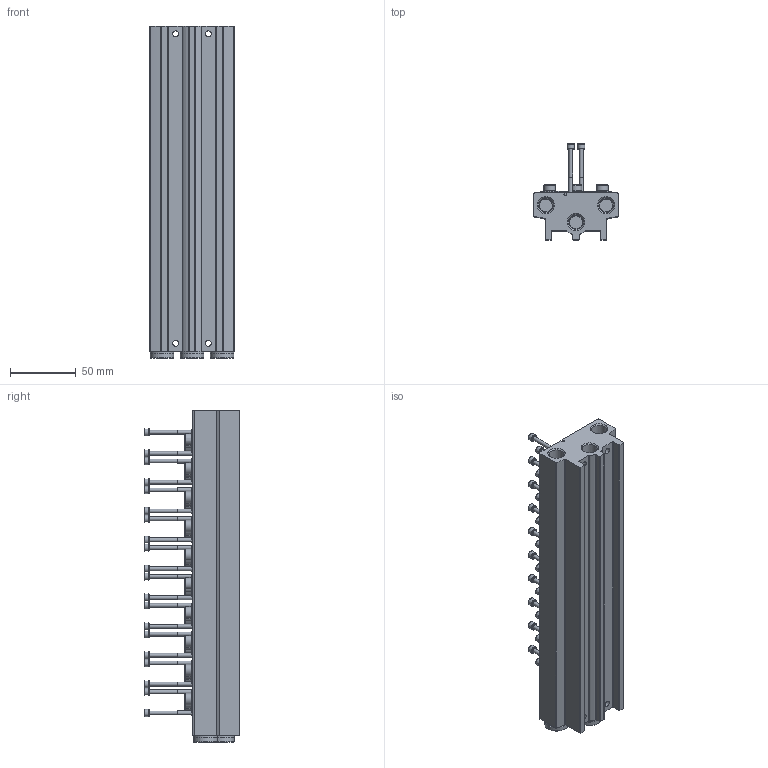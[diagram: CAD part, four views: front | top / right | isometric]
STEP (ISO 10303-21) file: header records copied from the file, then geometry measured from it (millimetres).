
FILE_DESCRIPTION(/* description */ ('STEP AP214'),/* implementation_level */ '2;1');
FILE_NAME(/* name */ '576425_VABM-B10-20S-G14-10',/* time_stamp */ '2024-09-15T21:23:50+02:00',/* author */ ('License CC BY-ND 4.0'),/* organization */ ('CADENAS'),/* preprocessor_version */ 'ST-DEVELOPER v19.3',/* originating_system */ 'PARTsolutions',/* authorisation */ ' ');
FILE_SCHEMA (('AUTOMOTIVE_DESIGN {1 0 10303 214 3 1 1}'));
Length unit declared in the file: millimetre
Products named in the file (5): 576425 VABM-B10-20S-G14-10; 576425 VABM-B10-20S-G14-10---(M); 1355283 VUVS-G18-3---(S); 2833702 F-M3x40-10.9; 3569 B-1/4---(Plug)
Assembly tree (34 placements, depth 2):
  576425 VABM-B10-20S-G14-10
    576425 VABM-B10-20S-G14-10---(M)
    1355283 VUVS-G18-3---(S)  x10
    2833702 F-M3x40-10.9  x20
    3569 B-1/4---(Plug)  x3
Bounding box: 64.2 x 73.1 x 253.2 mm (x, y, z)
Volume: 400464.4 mm3; surface area: 126640.2 mm2
Topology: 34 solids, 34 shells, 1588 faces, 3812 edges, 2421 vertices
Faces by surface type: plane 742, cylinder 450, cone 313, torus 83
Full cylindrical faces by diameter (mm): 2.459 x20, 2.92 x20, 3 x20, 3.242 x1, 3.5 x1, 4.5 x4, 5.5 x20, 6 x60, 8.9 x30, 10.1 x3, 10.8 x30, 11.445 x6, 13.157 x3, 16.2 x3, 18 x6
Entity records: 10316 total; most frequent: CARTESIAN_POINT 2168, DIRECTION 1719, ORIENTED_EDGE 1328, AXIS2_PLACEMENT_3D 710, EDGE_CURVE 664, FACE_BOUND 641, EDGE_LOOP 619, VERTEX_POINT 529
